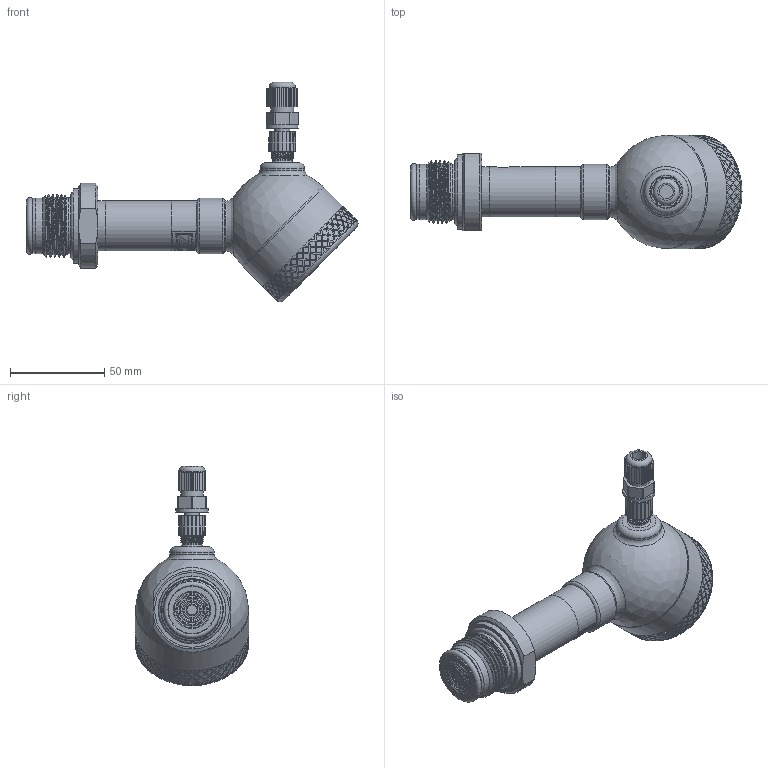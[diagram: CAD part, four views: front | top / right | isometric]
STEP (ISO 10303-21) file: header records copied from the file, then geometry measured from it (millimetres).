
FILE_DESCRIPTION(/* description */ (''),/* implementation_level */ '2;1');
FILE_NAME(/* name */ 'APZ3420sFH_G1-solidflush_3.step',/* time_stamp */ '2021-07-08T16:47:16+03:00',/* author */ (''),/* organization */ (''),/* preprocessor_version */ 'ST-DEVELOPER v18.1',/* originating_system */ 'Autodesk Translation Framework v10.9.0.1377',/* authorisation */ '');
FILE_SCHEMA (('AUTOMOTIVE_DESIGN { 1 0 10303 214 3 1 1 }'));
Length unit declared in the file: millimetre
Products named in the file (8): АПЗ 3420s заполненный 
+ полевой корпус; shell; solidflush G1 (2); Заполненный полевой 
корпус v13; Main body; Cover without display; M12x1 adapter; M12x1 female straight v9
Assembly tree (7 placements, depth 3):
  АПЗ 3420s заполненный 
+ полевой корпус
    shell
    solidflush G1 (2)
    Заполненный полевой 
корпус v13
      Main body
      Cover without display
      M12x1 adapter
      M12x1 female straight v9
Bounding box: 175.92 x 60.1 x 116.18 mm (x, y, z)
Volume: 273500.6 mm3; surface area: 47270.3 mm2
Topology: 9 solids, 9 shells, 1566 faces, 3848 edges, 2552 vertices
Faces by surface type: bspline 924, cylinder 299, plane 276, torus 34, cone 32, sphere 1
Full cylindrical faces by diameter (mm): 1 x4, 2 x2, 7.3 x1, 8 x3, 9.3 x1, 10.293 x1, 10.5 x2, 10.741 x7, 11.884 x6, 12 x1, 14 x1, 17 x1, 19.7 x1, 21.6 x1, 21.767 x1, 22.4 x1, 22.5 x1, 23.6 x1, 24.5 x4, 25.437 x1, 26.5 x3, 29.5 x2, 29.6 x1, 30.291 x4, 35.6 x1, 39.6 x1, 57.2 x1, 60 x2
Entity records: 65649 total; most frequent: CARTESIAN_POINT 35742, ORIENTED_EDGE 7694, EDGE_CURVE 3847, DIRECTION 3067, B_SPLINE_CURVE_WITH_KNOTS 2586, VERTEX_POINT 2552, EDGE_LOOP 1827, FACE_OUTER_BOUND 1566
